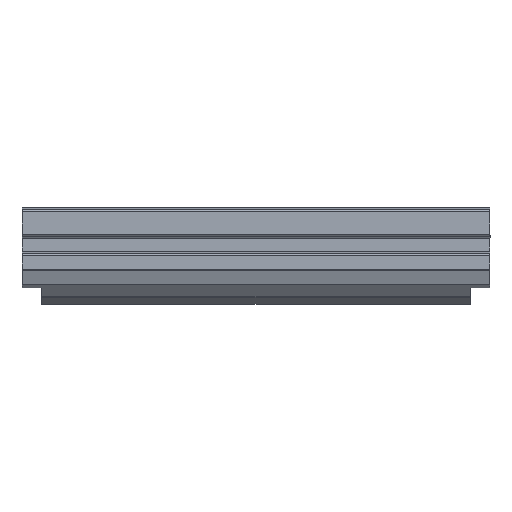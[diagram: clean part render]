
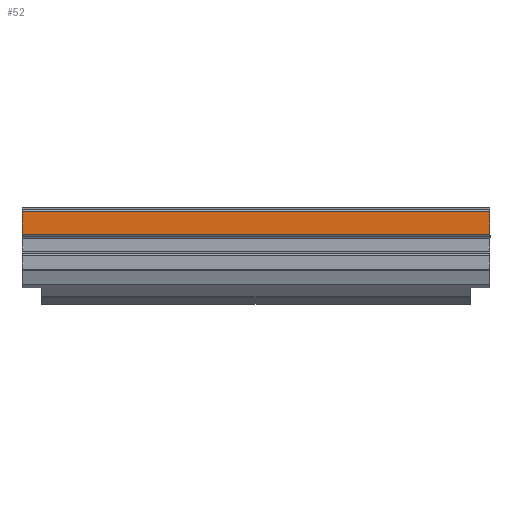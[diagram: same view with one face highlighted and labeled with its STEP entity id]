
A CAD part, top view. The second image highlights one B-rep face of the part: STEP entity #52.
In plain terms, the highlighted planar face has unit normal (0, 0, 1).
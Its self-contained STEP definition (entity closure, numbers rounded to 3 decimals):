
#52=ADVANCED_FACE('',(#134),#1068,.T.);
#134=FACE_OUTER_BOUND('',#216,.T.);
#216=EDGE_LOOP('',(#409,#410,#411,#412));
#409=ORIENTED_EDGE('',*,*,#669,.F.);
#410=ORIENTED_EDGE('',*,*,#674,.T.);
#411=ORIENTED_EDGE('',*,*,#673,.T.);
#412=ORIENTED_EDGE('',*,*,#672,.T.);
#669=EDGE_CURVE('',#976,#975,#857,.T.);
#672=EDGE_CURVE('',#978,#975,#860,.T.);
#673=EDGE_CURVE('',#979,#978,#861,.T.);
#674=EDGE_CURVE('',#976,#979,#862,.T.);
#857=B_SPLINE_CURVE_WITH_KNOTS('',1,(#1685,#1686),.UNSPECIFIED.,.F.,.F.,
(2,2),(-28.465,0.),.UNSPECIFIED.);
#860=B_SPLINE_CURVE_WITH_KNOTS('',1,(#1691,#1692),.UNSPECIFIED.,.F.,.F.,
(2,2),(-290.,0.),.UNSPECIFIED.);
#861=B_SPLINE_CURVE_WITH_KNOTS('',1,(#1693,#1694),.UNSPECIFIED.,.F.,.F.,
(2,2),(-28.465,0.),.UNSPECIFIED.);
#862=B_SPLINE_CURVE_WITH_KNOTS('',1,(#1695,#1696),.UNSPECIFIED.,.F.,.F.,
(2,2),(-290.,0.),.UNSPECIFIED.);
#975=VERTEX_POINT('',#1479);
#976=VERTEX_POINT('',#1480);
#978=VERTEX_POINT('',#1482);
#979=VERTEX_POINT('',#1483);
#1068=PLANE('',#1152);
#1152=AXIS2_PLACEMENT_3D('',#1334,#1219,$);
#1219=DIRECTION('',(0.,0.,1.));
#1334=CARTESIAN_POINT('',(-295.,-30.384,0.));
#1479=CARTESIAN_POINT('',(295.,-30.384,0.));
#1480=CARTESIAN_POINT('',(295.,-1.918,0.));
#1482=CARTESIAN_POINT('',(-295.,-30.384,0.));
#1483=CARTESIAN_POINT('',(-295.,-1.918,0.));
#1685=CARTESIAN_POINT('',(295.,-1.918,0.));
#1686=CARTESIAN_POINT('',(295.,-30.384,0.));
#1691=CARTESIAN_POINT('',(-295.,-30.384,0.));
#1692=CARTESIAN_POINT('',(295.,-30.384,0.));
#1693=CARTESIAN_POINT('',(-295.,-1.918,0.));
#1694=CARTESIAN_POINT('',(-295.,-30.384,0.));
#1695=CARTESIAN_POINT('',(295.,-1.918,0.));
#1696=CARTESIAN_POINT('',(-295.,-1.918,0.));
